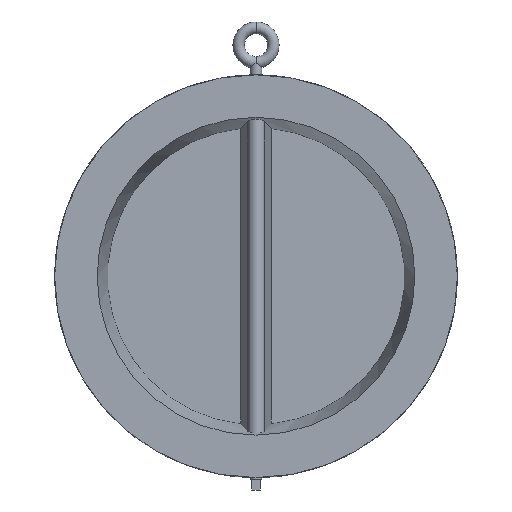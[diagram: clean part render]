
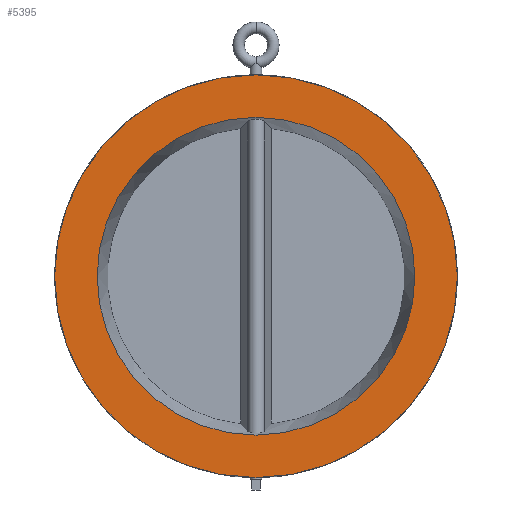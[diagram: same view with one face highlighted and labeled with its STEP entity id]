
A CAD part, front view. The second image highlights one B-rep face of the part: STEP entity #5395.
In plain terms, the highlighted planar face has unit normal (0, -1, 0).
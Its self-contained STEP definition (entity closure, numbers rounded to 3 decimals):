
#43 = CARTESIAN_POINT ( 'NONE',  ( 0., 0., 192.5 ) ) ;
#807 = CARTESIAN_POINT ( 'NONE',  ( 0., 0., 244. ) ) ;
#865 = CARTESIAN_POINT ( 'NONE',  ( 0., 0., 0. ) ) ;
#866 = CARTESIAN_POINT ( 'NONE',  ( 0., 0., -244. ) ) ;
#912 = CIRCLE ( 'NONE', #926, 244. ) ;
#926 = AXIS2_PLACEMENT_3D ( 'NONE', #865, #955, #954 ) ;
#954 = DIRECTION ( 'NONE',  ( 0., 0., -1. ) ) ;
#955 = DIRECTION ( 'NONE',  ( 0., -1., 0. ) ) ;
#957 = AXIS2_PLACEMENT_3D ( 'NONE', #984, #983, #982 ) ;
#982 = DIRECTION ( 'NONE',  ( 0., 0., -1. ) ) ;
#983 = DIRECTION ( 'NONE',  ( 0., -1., 0. ) ) ;
#984 = CARTESIAN_POINT ( 'NONE',  ( 0., 0., 0. ) ) ;
#985 = CIRCLE ( 'NONE', #957, 244. ) ;
#2767 = FACE_BOUND ( 'NONE', #5402, .T. ) ;
#2771 = PLANE ( 'NONE',  #2812 ) ;
#2812 = AXIS2_PLACEMENT_3D ( 'NONE', #2846, #2838, #2837 ) ;
#2815 = AXIS2_PLACEMENT_3D ( 'NONE', #2836, #2878, #2877 ) ;
#2825 = CIRCLE ( 'NONE', #2815, 192.5 ) ;
#2836 = CARTESIAN_POINT ( 'NONE',  ( 0., 0., 0. ) ) ;
#2837 = DIRECTION ( 'NONE',  ( 0., 0., 1. ) ) ;
#2838 = DIRECTION ( 'NONE',  ( 0., 1., 0. ) ) ;
#2845 = FACE_OUTER_BOUND ( 'NONE', #5452, .T. ) ;
#2846 = CARTESIAN_POINT ( 'NONE',  ( -192.5, 0., 0. ) ) ;
#2877 = DIRECTION ( 'NONE',  ( 0., 0., -1. ) ) ;
#2878 = DIRECTION ( 'NONE',  ( 0., -1., 0. ) ) ;
#4096 = EDGE_CURVE ( 'NONE', #4115, #4097, #6176, .T. ) ;
#4097 = VERTEX_POINT ( 'NONE', #6198 ) ;
#4115 = VERTEX_POINT ( 'NONE', #43 ) ;
#4404 = VERTEX_POINT ( 'NONE', #807 ) ;
#4424 = EDGE_CURVE ( 'NONE', #4404, #4432, #912, .T. ) ;
#4432 = VERTEX_POINT ( 'NONE', #866 ) ;
#4436 = EDGE_CURVE ( 'NONE', #4432, #4404, #985, .T. ) ;
#5387 = ORIENTED_EDGE ( 'NONE', *, *, #4096, .F. ) ;
#5392 = ORIENTED_EDGE ( 'NONE', *, *, #5413, .F. ) ;
#5395 = ADVANCED_FACE ( 'NONE', ( #2845, #2767 ), #2771, .F. ) ;
#5398 = ORIENTED_EDGE ( 'NONE', *, *, #4436, .T. ) ;
#5399 = ORIENTED_EDGE ( 'NONE', *, *, #4424, .T. ) ;
#5402 = EDGE_LOOP ( 'NONE', ( #5392, #5387 ) ) ;
#5413 = EDGE_CURVE ( 'NONE', #4097, #4115, #2825, .T. ) ;
#5452 = EDGE_LOOP ( 'NONE', ( #5398, #5399 ) ) ;
#6171 = AXIS2_PLACEMENT_3D ( 'NONE', #6191, #6190, #6189 ) ;
#6176 = CIRCLE ( 'NONE', #6171, 192.5 ) ;
#6189 = DIRECTION ( 'NONE',  ( 0., 0., -1. ) ) ;
#6190 = DIRECTION ( 'NONE',  ( 0., -1., 0. ) ) ;
#6191 = CARTESIAN_POINT ( 'NONE',  ( 0., 0., 0. ) ) ;
#6198 = CARTESIAN_POINT ( 'NONE',  ( 0., 0., -192.5 ) ) ;
